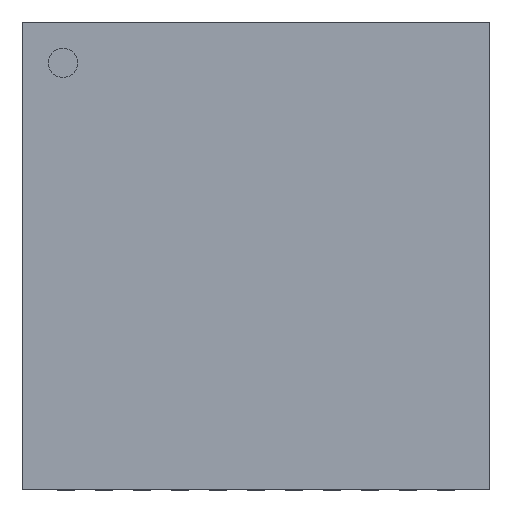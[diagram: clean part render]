
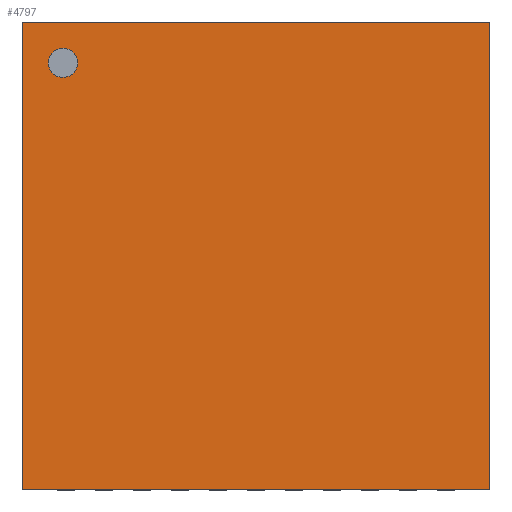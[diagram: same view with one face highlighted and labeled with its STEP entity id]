
A CAD part, top view. The second image highlights one B-rep face of the part: STEP entity #4797.
In plain terms, the highlighted planar face has unit normal (0, 0, 1).
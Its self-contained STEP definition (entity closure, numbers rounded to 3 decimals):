
#12=DIRECTION('',(0.,0.,1.));
#49=DIRECTION('',(0.,0.,-1.));
#157=VECTOR('',#158,1.);
#158=DIRECTION('',(1.,0.,0.));
#164=VECTOR('',#165,1.);
#165=DIRECTION('',(0.,-1.,0.));
#1219=ORIENTED_EDGE('',*,*,#1220,.F.);
#1220=EDGE_CURVE('',#1221,#1223,#1225,.T.);
#1221=VERTEX_POINT('',#1222);
#1222=CARTESIAN_POINT('',(-3.99,3.99,1.));
#1223=VERTEX_POINT('',#1224);
#1224=CARTESIAN_POINT('',(3.99,3.99,1.));
#1225=LINE('',#1222,#157);
#1426=ORIENTED_EDGE('',*,*,#1427,.T.);
#1427=EDGE_CURVE('',#1221,#1428,#1430,.T.);
#1428=VERTEX_POINT('',#1429);
#1429=CARTESIAN_POINT('',(-3.99,-3.99,1.));
#1430=LINE('',#1222,#164);
#2978=EDGE_CURVE('',#1223,#2979,#2981,.T.);
#2979=VERTEX_POINT('',#2980);
#2980=CARTESIAN_POINT('',(3.99,-3.99,1.));
#2981=LINE('',#1224,#164);
#3167=EDGE_CURVE('',#1428,#2979,#3168,.T.);
#3168=LINE('',#1429,#157);
#4797=ADVANCED_FACE('',(#4798,#4802),#4811,.T.);
#4798=FACE_BOUND('',#4799,.T.);
#4799=EDGE_LOOP('',(#1219,#1426,#4800,#4801));
#4800=ORIENTED_EDGE('',*,*,#3167,.T.);
#4801=ORIENTED_EDGE('',*,*,#2978,.F.);
#4802=FACE_BOUND('',#4803,.T.);
#4803=EDGE_LOOP('',(#4804));
#4804=ORIENTED_EDGE('',*,*,#4805,.T.);
#4805=EDGE_CURVE('',#4806,#4806,#4808,.T.);
#4806=VERTEX_POINT('',#4807);
#4807=CARTESIAN_POINT('',(-3.3,3.05,1.));
#4808=CIRCLE('',#4809,0.25);
#4809=AXIS2_PLACEMENT_3D('',#4810,#49,#165);
#4810=CARTESIAN_POINT('',(-3.3,3.3,1.));
#4811=PLANE('',#4812);
#4812=AXIS2_PLACEMENT_3D('',#1222,#12,#165);
